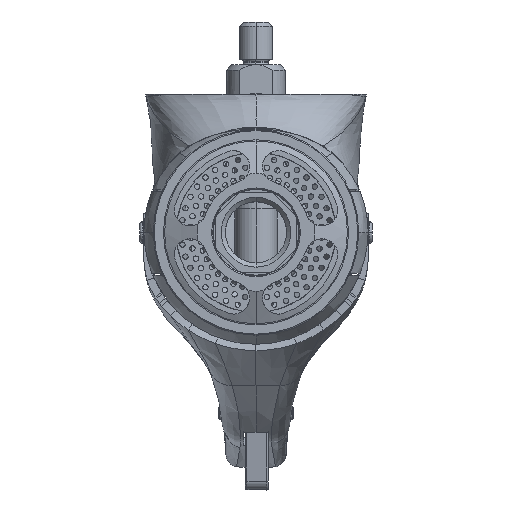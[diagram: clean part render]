
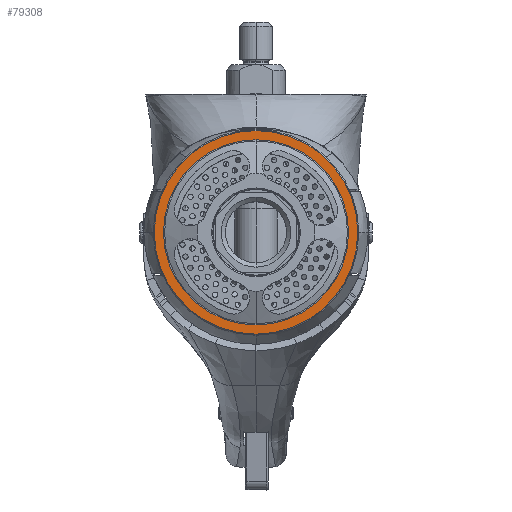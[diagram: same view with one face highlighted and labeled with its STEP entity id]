
A CAD part, top view. The second image highlights one B-rep face of the part: STEP entity #79308.
In plain terms, the highlighted face is planar.
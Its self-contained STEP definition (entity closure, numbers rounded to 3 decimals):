
#77610=CARTESIAN_POINT('',(0.,0.,
2.9));
#77611=DIRECTION('',(0.,0.,1.));
#77612=DIRECTION('',(0.,-1.,0.));
#77613=AXIS2_PLACEMENT_3D('',#77610,#77611,#77612);
#77618=CARTESIAN_POINT('',(0.,0.,
2.9));
#77619=DIRECTION('',(0.,0.,1.));
#77620=DIRECTION('',(0.,1.,0.));
#77621=AXIS2_PLACEMENT_3D('',#77618,#77619,#77620);
#77626=CARTESIAN_POINT('',(0.,0.,2.9));
#77627=DIRECTION('',(0.,0.,-1.));
#77628=DIRECTION('',(0.,1.,0.));
#77629=AXIS2_PLACEMENT_3D('',#77626,#77627,#77628);
#77634=CARTESIAN_POINT('',(0.,0.,2.9));
#77635=DIRECTION('',(0.,0.,-1.));
#77636=DIRECTION('',(0.,-1.,0.));
#77637=AXIS2_PLACEMENT_3D('',#77634,#77635,#77636);
#78097=CARTESIAN_POINT('',(0.,17.33,2.9));
#78098=CARTESIAN_POINT('',(0.,-17.33,2.9));
#78099=VERTEX_POINT('',#78097);
#78100=VERTEX_POINT('',#78098);
#78117=CARTESIAN_POINT('',(0.,-19.05,2.9));
#78118=CARTESIAN_POINT('',(0.,19.05,2.9));
#78119=VERTEX_POINT('',#78117);
#78120=VERTEX_POINT('',#78118);
#79292=CARTESIAN_POINT('',(0.,0.,2.9));
#79293=DIRECTION('',(0.,0.,-1.));
#79294=DIRECTION('',(0.,-1.,0.));
#79295=AXIS2_PLACEMENT_3D('',#79292,#79293,#79294);
#79296=PLANE('',#79295);
#79298=ORIENTED_EDGE('',*,*,#79297,.T.);
#79300=ORIENTED_EDGE('',*,*,#79299,.T.);
#79301=EDGE_LOOP('',(#79298,#79300));
#79302=FACE_OUTER_BOUND('',#79301,.F.);
#79303=ORIENTED_EDGE('',*,*,#79282,.T.);
#79305=ORIENTED_EDGE('',*,*,#79304,.T.);
#79306=EDGE_LOOP('',(#79303,#79305));
#79307=FACE_BOUND('',#79306,.F.);
#77614=CIRCLE('',#77613,19.05);
#77622=CIRCLE('',#77621,19.05);
#77630=CIRCLE('',#77629,17.33);
#77638=CIRCLE('',#77637,17.33);
#79282=EDGE_CURVE('',#78099,#78100,#77630,.T.);
#79297=EDGE_CURVE('',#78119,#78120,#77614,.T.);
#79299=EDGE_CURVE('',#78120,#78119,#77622,.T.);
#79304=EDGE_CURVE('',#78100,#78099,#77638,.T.);
#79308=ADVANCED_FACE('',(#79302,#79307),#79296,.T.);
